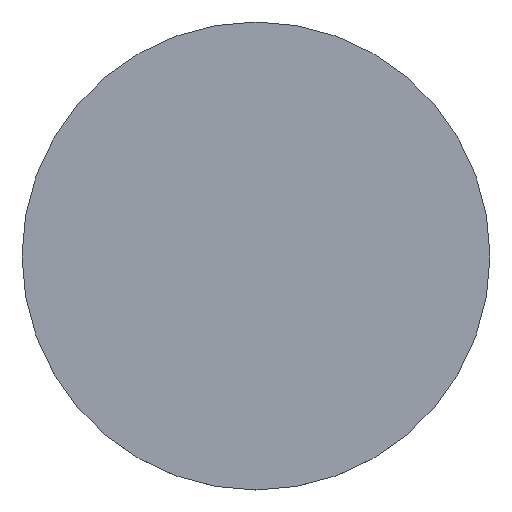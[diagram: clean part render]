
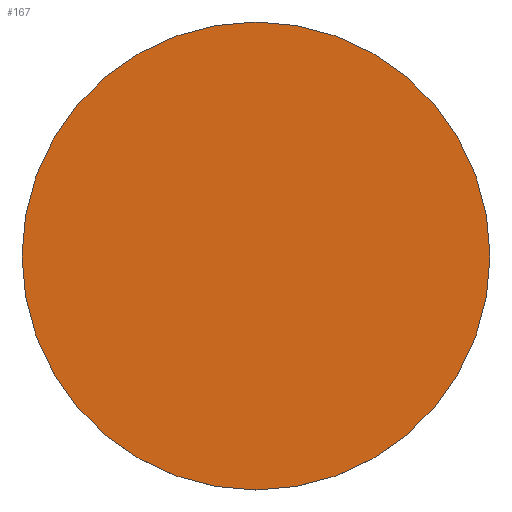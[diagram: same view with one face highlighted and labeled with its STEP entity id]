
A CAD part, top view. The second image highlights one B-rep face of the part: STEP entity #167.
In plain terms, the highlighted planar face has unit normal (0, 0, 1).
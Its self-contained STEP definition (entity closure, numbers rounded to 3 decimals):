
#3 = AXIS2_PLACEMENT_3D ( 'NONE', #173, #35, #34 ) ;
#34 = DIRECTION ( 'NONE',  ( 1., 0., 0. ) ) ;
#35 = DIRECTION ( 'NONE',  ( 0., 0., 1. ) ) ;
#46 = EDGE_LOOP ( 'NONE', ( #168, #47 ) ) ;
#47 = ORIENTED_EDGE ( 'NONE', *, *, #60, .T. ) ;
#50 = CIRCLE ( 'NONE', #3, 5. ) ;
#54 = CARTESIAN_POINT ( 'NONE',  ( -5., 0., 0.21 ) ) ;
#60 = EDGE_CURVE ( 'NONE', #169, #72, #130, .T. ) ;
#68 = AXIS2_PLACEMENT_3D ( 'NONE', #146, #163, #99 ) ;
#72 = VERTEX_POINT ( 'NONE', #54 ) ;
#73 = PLANE ( 'NONE',  #68 ) ;
#76 = CARTESIAN_POINT ( 'NONE',  ( 0., 0., 0.21 ) ) ;
#77 = CARTESIAN_POINT ( 'NONE',  ( 5., 0., 0.21 ) ) ;
#85 = AXIS2_PLACEMENT_3D ( 'NONE', #76, #119, #161 ) ;
#99 = DIRECTION ( 'NONE',  ( 1., 0., 0. ) ) ;
#117 = EDGE_CURVE ( 'NONE', #72, #169, #50, .T. ) ;
#119 = DIRECTION ( 'NONE',  ( 0., 0., 1. ) ) ;
#130 = CIRCLE ( 'NONE', #85, 5. ) ;
#133 = FACE_OUTER_BOUND ( 'NONE', #46, .T. ) ;
#146 = CARTESIAN_POINT ( 'NONE',  ( 0., 0., 0.21 ) ) ;
#161 = DIRECTION ( 'NONE',  ( 1., 0., 0. ) ) ;
#163 = DIRECTION ( 'NONE',  ( 0., 0., 1. ) ) ;
#167 = ADVANCED_FACE ( 'NONE', ( #133 ), #73, .T. ) ;
#168 = ORIENTED_EDGE ( 'NONE', *, *, #117, .T. ) ;
#169 = VERTEX_POINT ( 'NONE', #77 ) ;
#173 = CARTESIAN_POINT ( 'NONE',  ( 0., 0., 0.21 ) ) ;
